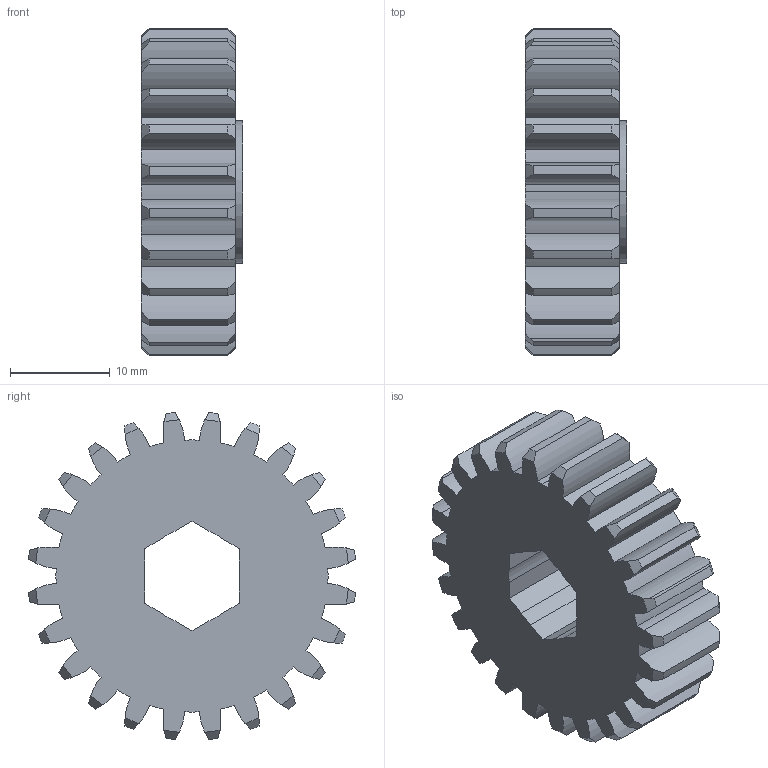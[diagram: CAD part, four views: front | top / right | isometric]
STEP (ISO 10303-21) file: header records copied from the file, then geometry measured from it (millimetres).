
FILE_DESCRIPTION (( 'STEP AP214' ), '1' );
FILE_NAME ('am-0177 24T 20dp 375h REV2.STEP', '2018-06-15T18:07:31', ( '' ), ( '' ), 'SwSTEP 2.0', 'SolidWorks 2017', '' );
FILE_SCHEMA (( 'AUTOMOTIVE_DESIGN' ));
Length unit declared in the file: inch
Products named in the file (1): am-0177 24T 20dp 375h REV2
Bounding box: 10.16 x 32.84 x 32.84 mm (x, y, z)
Volume: 5974.7 mm3; surface area: 3465.7 mm2
Topology: 1 solids, 1 shells, 172 faces, 507 edges, 338 vertices
Faces by surface type: cylinder 109, cone 48, plane 15
Entity records: 6017 total; most frequent: CARTESIAN_POINT 1318, DIRECTION 1015, ORIENTED_EDGE 1014, EDGE_CURVE 507, AXIS2_PLACEMENT_3D 435, VERTEX_POINT 338, CIRCLE 262, EDGE_LOOP 175
